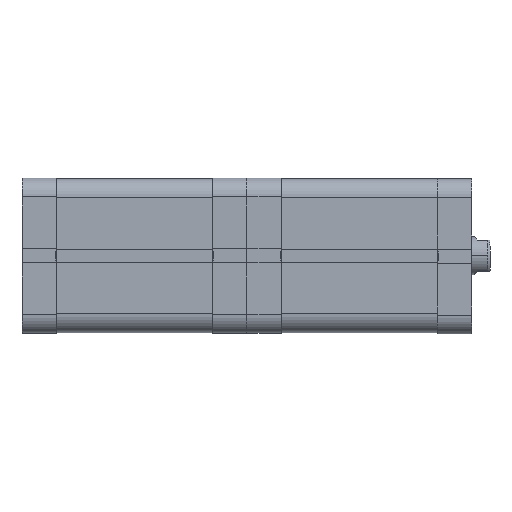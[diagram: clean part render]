
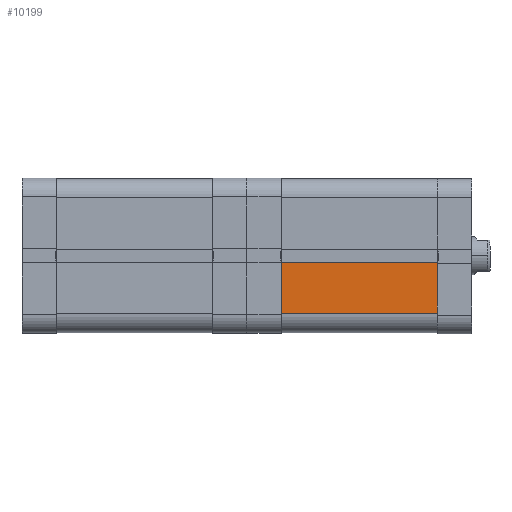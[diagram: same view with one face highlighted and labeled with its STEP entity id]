
A CAD part, front view. The second image highlights one B-rep face of the part: STEP entity #10199.
In plain terms, the highlighted planar face has unit normal (0, -1, 0).
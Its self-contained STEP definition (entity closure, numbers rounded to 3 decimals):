
#1343 = EDGE_CURVE ( 'NONE', #17264, #16954, #19025, .T. ) ;
#1409 = CARTESIAN_POINT ( 'NONE',  ( 0., -32.5, -2.8 ) ) ;
#1535 = ORIENTED_EDGE ( 'NONE', *, *, #20710, .T. ) ;
#2798 = VERTEX_POINT ( 'NONE', #26959 ) ;
#4979 = CARTESIAN_POINT ( 'NONE',  ( 66., -32.5, -24.5 ) ) ;
#5462 = CARTESIAN_POINT ( 'NONE',  ( 0., -32.5, -32.5 ) ) ;
#6509 = VECTOR ( 'NONE', #21491, 1000. ) ;
#8589 = DIRECTION ( 'NONE',  ( 0., 0., -1. ) ) ;
#10199 = ADVANCED_FACE ( 'NONE', ( #21899 ), #32539, .F. ) ;
#10918 = LINE ( 'NONE', #4979, #6509 ) ;
#11149 = CARTESIAN_POINT ( 'NONE',  ( 66., -32.5, -32.5 ) ) ;
#13805 = CARTESIAN_POINT ( 'NONE',  ( 66., -32.5, -32.5 ) ) ;
#15590 = ORIENTED_EDGE ( 'NONE', *, *, #1343, .T. ) ;
#16917 = CARTESIAN_POINT ( 'NONE',  ( 66.001, -32.5, -2.8 ) ) ;
#16954 = VERTEX_POINT ( 'NONE', #1409 ) ;
#17251 = AXIS2_PLACEMENT_3D ( 'NONE', #11149, #24859, #19632 ) ;
#17264 = VERTEX_POINT ( 'NONE', #20361 ) ;
#18044 = CARTESIAN_POINT ( 'NONE',  ( 0., -32.5, -24.5 ) ) ;
#19025 = LINE ( 'NONE', #16917, #22519 ) ;
#19632 = DIRECTION ( 'NONE',  ( 0., 0., 1. ) ) ;
#20361 = CARTESIAN_POINT ( 'NONE',  ( 66., -32.5, -2.8 ) ) ;
#20710 = EDGE_CURVE ( 'NONE', #25738, #2798, #10918, .T. ) ;
#20938 = ORIENTED_EDGE ( 'NONE', *, *, #22055, .T. ) ;
#21491 = DIRECTION ( 'NONE',  ( 1., 0., 0. ) ) ;
#21899 = FACE_OUTER_BOUND ( 'NONE', #31252, .T. ) ;
#22055 = EDGE_CURVE ( 'NONE', #16954, #25738, #26184, .T. ) ;
#22519 = VECTOR ( 'NONE', #32591, 1000. ) ;
#23383 = DIRECTION ( 'NONE',  ( 0., 0., -1. ) ) ;
#24588 = LINE ( 'NONE', #13805, #31750 ) ;
#24741 = ORIENTED_EDGE ( 'NONE', *, *, #33163, .F. ) ;
#24859 = DIRECTION ( 'NONE',  ( 0., 1., 0. ) ) ;
#25738 = VERTEX_POINT ( 'NONE', #18044 ) ;
#26184 = LINE ( 'NONE', #5462, #29376 ) ;
#26959 = CARTESIAN_POINT ( 'NONE',  ( 66., -32.5, -24.5 ) ) ;
#29376 = VECTOR ( 'NONE', #23383, 1000. ) ;
#31252 = EDGE_LOOP ( 'NONE', ( #15590, #20938, #1535, #24741 ) ) ;
#31750 = VECTOR ( 'NONE', #8589, 1000. ) ;
#32539 = PLANE ( 'NONE',  #17251 ) ;
#32591 = DIRECTION ( 'NONE',  ( -1., 0., 0. ) ) ;
#33163 = EDGE_CURVE ( 'NONE', #17264, #2798, #24588, .T. ) ;
